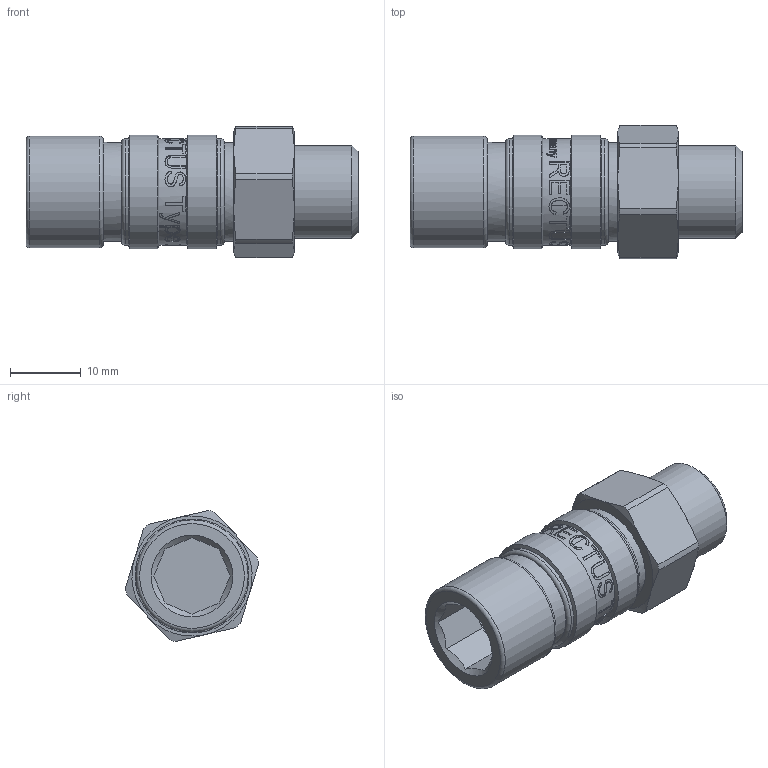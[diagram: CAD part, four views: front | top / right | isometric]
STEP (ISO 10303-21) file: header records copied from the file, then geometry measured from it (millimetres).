
FILE_DESCRIPTION((''),'2;1');
FILE_NAME('21kaaw13mpx8.stp','2016-01-21T09:28:09',('IA176480'),(''),'Autodesk Inventor 2013','Autodesk Inventor 2013','');
FILE_SCHEMA(('AUTOMOTIVE_DESIGN { 1 0 10303 214 1 1 1 1 }'));
Length unit declared in the file: millimetre
Products named in the file (1): D114842
Bounding box: 46.91 x 18.84 x 18.55 mm (x, y, z)
Volume: 7658.1 mm3; surface area: 4481.9 mm2
Topology: 1 solids, 3 shells, 443 faces, 1175 edges, 780 vertices
Faces by surface type: bspline 178, plane 170, cylinder 63, cone 28, torus 4
Full cylindrical faces by diameter (mm): 10.846 x1, 11.4 x1, 11.46 x1, 12 x1, 12.1 x1, 12.15 x1, 13.157 x1, 14 x4, 15.1 x3, 15.8 x1, 16.15 x2
Entity records: 59433 total; most frequent: CARTESIAN_POINT 49745, ORIENTED_EDGE 2238, DIRECTION 1237, EDGE_CURVE 1119, VERTEX_POINT 764, EDGE_LOOP 527, B_SPLINE_CURVE_WITH_KNOTS 503, FACE_OUTER_BOUND 442
